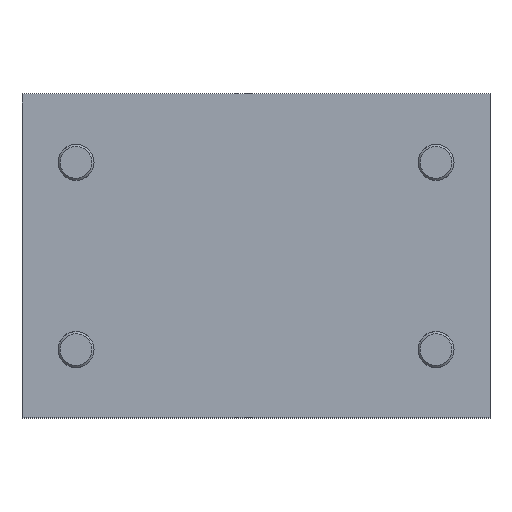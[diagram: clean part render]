
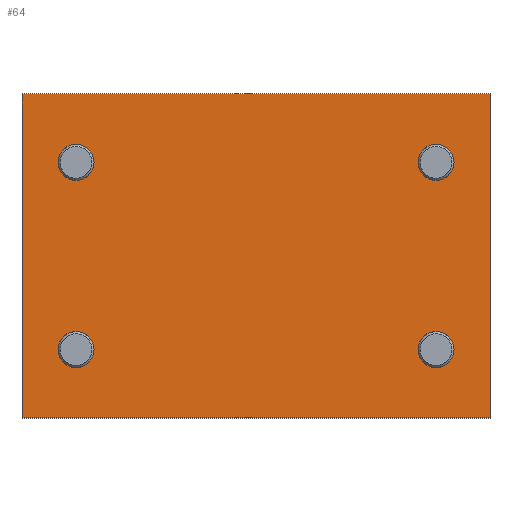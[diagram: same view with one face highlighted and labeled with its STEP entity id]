
A CAD part, top view. The second image highlights one B-rep face of the part: STEP entity #64.
In plain terms, the highlighted planar face has unit normal (0, 0, 1).
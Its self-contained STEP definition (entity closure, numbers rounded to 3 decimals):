
#64=ADVANCED_FACE('',(#439,#441,#443,#445,#447),#449,.T.);
#439=FACE_BOUND('',#440,.T.);
#440=EDGE_LOOP('',(#2653,#2654,#2655,#2656));
#441=FACE_BOUND('',#442,.T.);
#442=EDGE_LOOP('',(#2657));
#443=FACE_BOUND('',#444,.T.);
#444=EDGE_LOOP('',(#2658));
#445=FACE_BOUND('',#446,.T.);
#446=EDGE_LOOP('',(#2659));
#447=FACE_BOUND('',#448,.T.);
#448=EDGE_LOOP('',(#2660));
#449=PLANE('',#450);
#450=AXIS2_PLACEMENT_3D('',#451,#452,#453);
#451=CARTESIAN_POINT('',(0.,0.,8.));
#452=DIRECTION('',(0.,0.,1.));
#453=DIRECTION('',(1.,0.,0.));
#2653=ORIENTED_EDGE('',*,*,#3937,.T.);
#2654=ORIENTED_EDGE('',*,*,#3938,.T.);
#2655=ORIENTED_EDGE('',*,*,#3939,.T.);
#2656=ORIENTED_EDGE('',*,*,#3940,.T.);
#2657=ORIENTED_EDGE('',*,*,#3941,.T.);
#2658=ORIENTED_EDGE('',*,*,#3942,.T.);
#2659=ORIENTED_EDGE('',*,*,#3809,.T.);
#2660=ORIENTED_EDGE('',*,*,#3943,.T.);
#3809=EDGE_CURVE('',#4469,#4469,#4470,.F.);
#3937=EDGE_CURVE('',#4719,#4720,#4721,.T.);
#3938=EDGE_CURVE('',#4720,#4722,#4723,.T.);
#3939=EDGE_CURVE('',#4722,#4724,#4725,.T.);
#3940=EDGE_CURVE('',#4724,#4719,#4726,.T.);
#3941=EDGE_CURVE('',#4727,#4727,#4728,.F.);
#3942=EDGE_CURVE('',#4729,#4729,#4730,.F.);
#3943=EDGE_CURVE('',#4731,#4731,#4732,.F.);
#4469=VERTEX_POINT('',#5837);
#4470=CIRCLE('',#5838,5.);
#4719=VERTEX_POINT('',#6635);
#4720=VERTEX_POINT('',#6636);
#4721=LINE('',#6637,#6638);
#4722=VERTEX_POINT('',#6640);
#4723=LINE('',#6641,#6642);
#4724=VERTEX_POINT('',#6644);
#4725=LINE('',#6645,#6646);
#4726=LINE('',#6648,#6649);
#4727=VERTEX_POINT('',#6651);
#4728=CIRCLE('',#6652,5.);
#4729=VERTEX_POINT('',#6656);
#4730=CIRCLE('',#6657,5.);
#4731=VERTEX_POINT('',#6661);
#4732=CIRCLE('',#6662,5.);
#5837=CARTESIAN_POINT('',(120.,19.,8.));
#5838=AXIS2_PLACEMENT_3D('',#5839,#5840,#5841);
#5839=CARTESIAN_POINT('',(115.,19.,8.));
#5840=DIRECTION('',(0.,0.,1.));
#5841=DIRECTION('',(1.,0.,0.));
#6635=CARTESIAN_POINT('',(130.,90.,8.));
#6636=CARTESIAN_POINT('',(0.,90.,8.));
#6637=CARTESIAN_POINT('',(130.,90.,8.));
#6638=VECTOR('',#6639,1.);
#6639=DIRECTION('',(-1.,0.,0.));
#6640=CARTESIAN_POINT('',(0.,0.,8.));
#6641=CARTESIAN_POINT('',(0.,90.,8.));
#6642=VECTOR('',#6643,1.);
#6643=DIRECTION('',(0.,-1.,0.));
#6644=CARTESIAN_POINT('',(130.,0.,8.));
#6645=CARTESIAN_POINT('',(0.,0.,8.));
#6646=VECTOR('',#6647,1.);
#6647=DIRECTION('',(1.,0.,0.));
#6648=CARTESIAN_POINT('',(130.,0.,8.));
#6649=VECTOR('',#6650,1.);
#6650=DIRECTION('',(0.,1.,0.));
#6651=CARTESIAN_POINT('',(20.,71.,8.));
#6652=AXIS2_PLACEMENT_3D('',#6653,#6654,#6655);
#6653=CARTESIAN_POINT('',(15.,71.,8.));
#6654=DIRECTION('',(0.,0.,1.));
#6655=DIRECTION('',(1.,0.,0.));
#6656=CARTESIAN_POINT('',(120.,71.,8.));
#6657=AXIS2_PLACEMENT_3D('',#6658,#6659,#6660);
#6658=CARTESIAN_POINT('',(115.,71.,8.));
#6659=DIRECTION('',(0.,0.,1.));
#6660=DIRECTION('',(1.,0.,0.));
#6661=CARTESIAN_POINT('',(20.,19.,8.));
#6662=AXIS2_PLACEMENT_3D('',#6663,#6664,#6665);
#6663=CARTESIAN_POINT('',(15.,19.,8.));
#6664=DIRECTION('',(0.,0.,1.));
#6665=DIRECTION('',(1.,0.,0.));
